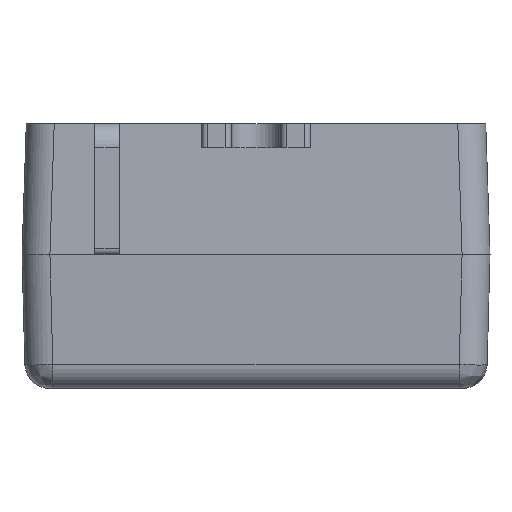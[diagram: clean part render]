
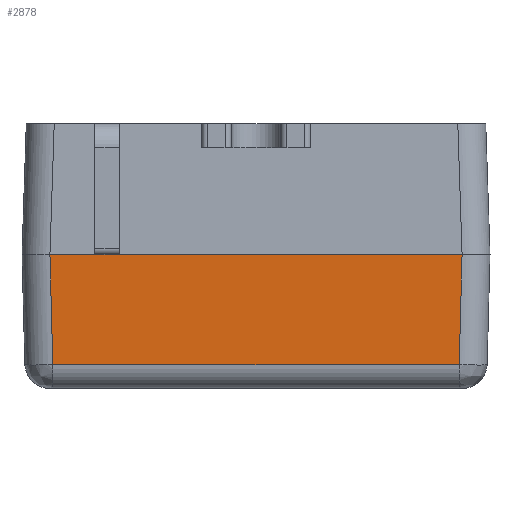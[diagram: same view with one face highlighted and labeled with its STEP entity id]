
A CAD part, front view. The second image highlights one B-rep face of the part: STEP entity #2878.
In plain terms, the highlighted planar face has unit normal (0, -1, -0.026).
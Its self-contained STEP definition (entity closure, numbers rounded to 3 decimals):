
#1028=DIRECTION('',(-1.,0.,0.));
#1029=VECTOR('',#1028,33.93);
#1030=CARTESIAN_POINT('',(16.965,-20.564,
-9.));
#1031=LINE('',#1030,#1029);
#1079=CARTESIAN_POINT('',(16.965,-20.564,-9.));
#1101=CARTESIAN_POINT('',(16.728,-20.327,
-18.052));
#1106=DIRECTION('',(-0.026,0.026,-0.999));
#1107=VECTOR('',#1106,9.059);
#1108=CARTESIAN_POINT('',(16.965,-20.564,
-9.));
#1109=LINE('',#1108,#1107);
#1113=DIRECTION('',(-0.026,-0.026,0.999));
#1114=VECTOR('',#1113,9.059);
#1115=CARTESIAN_POINT('',(-16.728,-20.327,
-18.052));
#1116=LINE('',#1115,#1114);
#1120=DIRECTION('',(1.,0.,0.));
#1121=VECTOR('',#1120,33.456);
#1122=CARTESIAN_POINT('',(-16.728,-20.327,
-18.052));
#1123=LINE('',#1122,#1121);
#1902=VERTEX_POINT('',#1079);
#1903=CARTESIAN_POINT('',(-16.965,-20.564,
-9.));
#1904=VERTEX_POINT('',#1903);
#1908=VERTEX_POINT('',#1101);
#1909=CARTESIAN_POINT('',(-16.728,-20.327,
-18.052));
#1910=VERTEX_POINT('',#1909);
#2865=CARTESIAN_POINT('',(21.225,-20.8,0.));
#2866=DIRECTION('',(0.,-1.,-0.026));
#2867=DIRECTION('',(1.,0.,0.));
#2868=AXIS2_PLACEMENT_3D('',#2865,#2866,#2867);
#2869=PLANE('',#2868);
#2870=ORIENTED_EDGE('',*,*,#2790,.F.);
#2871=ORIENTED_EDGE('',*,*,#2860,.T.);
#2873=ORIENTED_EDGE('',*,*,#2872,.F.);
#2875=ORIENTED_EDGE('',*,*,#2874,.T.);
#2876=EDGE_LOOP('',(#2870,#2871,#2873,#2875));
#2877=FACE_OUTER_BOUND('',#2876,.F.);
#2878=ADVANCED_FACE('',(#2877),#2869,.T.);
#2790=EDGE_CURVE('',#1902,#1904,#1031,.T.);
#2860=EDGE_CURVE('',#1902,#1908,#1109,.T.);
#2872=EDGE_CURVE('',#1910,#1908,#1123,.T.);
#2874=EDGE_CURVE('',#1910,#1904,#1116,.T.);
